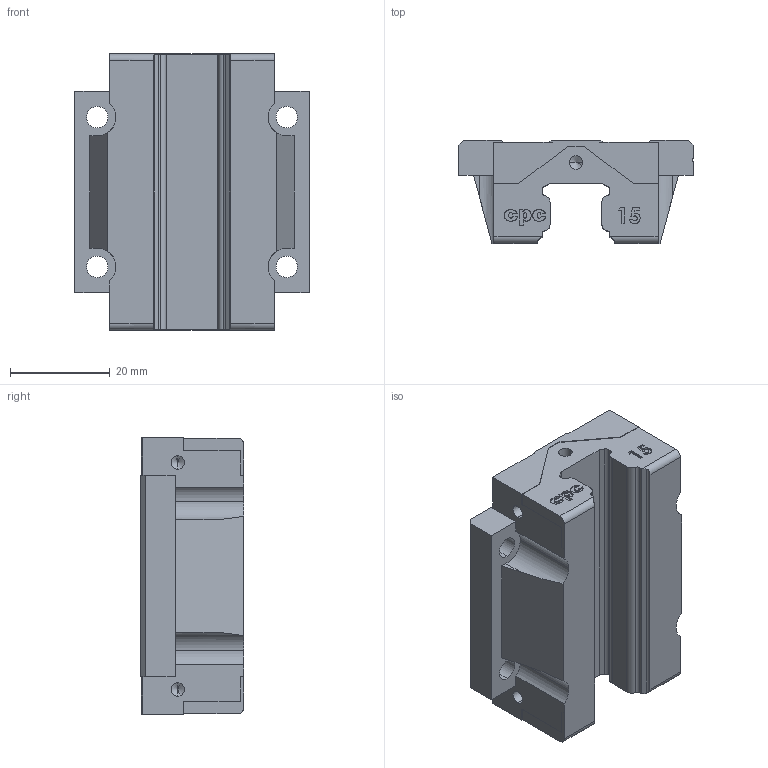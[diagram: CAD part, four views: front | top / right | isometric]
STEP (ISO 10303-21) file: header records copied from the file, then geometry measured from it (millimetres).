
FILE_DESCRIPTION (( 'STEP AP214' ), '1' );
FILE_NAME ('HRC15FN_block_V2.STEP', '2013-03-11T11:42:27', ( 'CPC' ), ( '' ), 'SwSTEP 2.0', 'SolidWorks 2010', '' );
FILE_SCHEMA (( 'AUTOMOTIVE_DESIGN' ));
Length unit declared in the file: millimetre
Products named in the file (1): HRC15FN_block_V2
Bounding box: 47 x 20.7 x 55.5 mm (x, y, z)
Volume: 33698.5 mm3; surface area: 10257.6 mm2
Topology: 1 solids, 1 shells, 296 faces, 806 edges, 522 vertices
Faces by surface type: plane 149, bspline 74, cylinder 53, cone 20
Entity records: 15454 total; most frequent: CARTESIAN_POINT 8191, ORIENTED_EDGE 1588, DIRECTION 1192, EDGE_CURVE 794, LINE 522, VECTOR 522, VERTEX_POINT 522, AXIS2_PLACEMENT_3D 335
